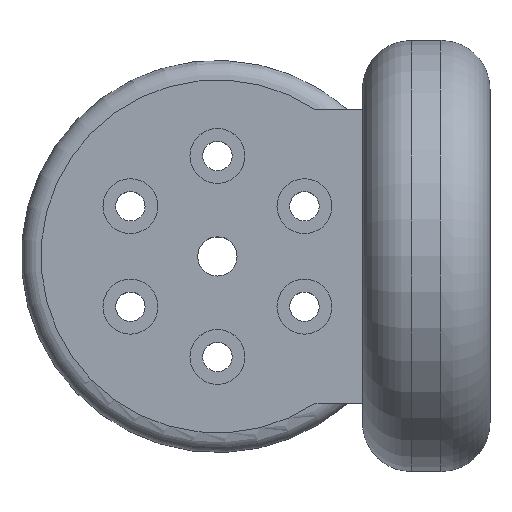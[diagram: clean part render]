
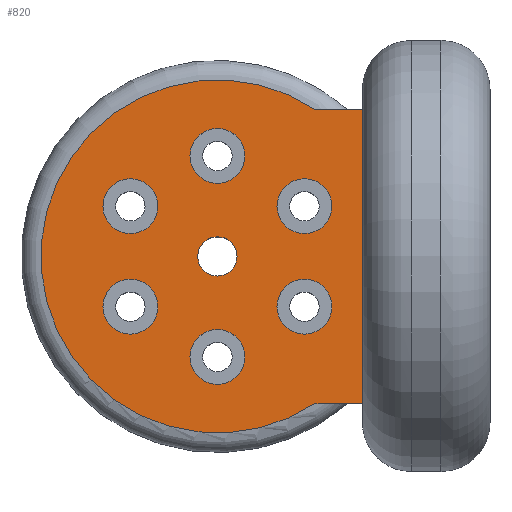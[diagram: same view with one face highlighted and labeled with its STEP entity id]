
A CAD part, top view. The second image highlights one B-rep face of the part: STEP entity #820.
In plain terms, the highlighted planar face has unit normal (0, 0, 1).
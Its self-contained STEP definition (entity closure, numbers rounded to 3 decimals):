
#40=FACE_BOUND('',#290,.T.);
#41=FACE_BOUND('',#291,.T.);
#42=FACE_BOUND('',#292,.T.);
#43=FACE_BOUND('',#293,.T.);
#44=FACE_BOUND('',#294,.T.);
#45=FACE_BOUND('',#295,.T.);
#46=FACE_BOUND('',#296,.T.);
#66=PLANE('',#937);
#92=LINE('',#1532,#133);
#95=LINE('',#1538,#136);
#96=LINE('',#1540,#137);
#133=VECTOR('',#1157,10.);
#136=VECTOR('',#1164,10.);
#137=VECTOR('',#1167,10.);
#216=FACE_OUTER_BOUND('',#289,.T.);
#289=EDGE_LOOP('',(#712,#713,#714,#715));
#290=EDGE_LOOP('',(#716));
#291=EDGE_LOOP('',(#717));
#292=EDGE_LOOP('',(#718));
#293=EDGE_LOOP('',(#719));
#294=EDGE_LOOP('',(#720));
#295=EDGE_LOOP('',(#721));
#296=EDGE_LOOP('',(#722));
#316=CIRCLE('',#850,18.);
#322=CIRCLE('',#861,2.8);
#325=CIRCLE('',#866,2.8);
#328=CIRCLE('',#871,2.8);
#331=CIRCLE('',#876,2.8);
#334=CIRCLE('',#881,2.8);
#337=CIRCLE('',#886,2.8);
#369=CIRCLE('',#938,2.);
#383=VERTEX_POINT('',#1220);
#386=VERTEX_POINT('',#1234);
#397=VERTEX_POINT('',#1334);
#400=VERTEX_POINT('',#1343);
#403=VERTEX_POINT('',#1352);
#406=VERTEX_POINT('',#1361);
#409=VERTEX_POINT('',#1370);
#412=VERTEX_POINT('',#1379);
#445=VERTEX_POINT('',#1531);
#446=VERTEX_POINT('',#1536);
#447=VERTEX_POINT('',#1541);
#456=EDGE_CURVE('',#386,#383,#316,.T.);
#470=EDGE_CURVE('',#397,#397,#322,.T.);
#474=EDGE_CURVE('',#400,#400,#325,.T.);
#478=EDGE_CURVE('',#403,#403,#328,.T.);
#482=EDGE_CURVE('',#406,#406,#331,.T.);
#486=EDGE_CURVE('',#409,#409,#334,.T.);
#490=EDGE_CURVE('',#412,#412,#337,.T.);
#539=EDGE_CURVE('',#383,#445,#92,.T.);
#542=EDGE_CURVE('',#386,#446,#95,.T.);
#543=EDGE_CURVE('',#446,#445,#96,.T.);
#544=EDGE_CURVE('',#447,#447,#369,.T.);
#712=ORIENTED_EDGE('',*,*,#542,.T.);
#713=ORIENTED_EDGE('',*,*,#543,.T.);
#714=ORIENTED_EDGE('',*,*,#539,.F.);
#715=ORIENTED_EDGE('',*,*,#456,.F.);
#716=ORIENTED_EDGE('',*,*,#470,.T.);
#717=ORIENTED_EDGE('',*,*,#474,.T.);
#718=ORIENTED_EDGE('',*,*,#478,.T.);
#719=ORIENTED_EDGE('',*,*,#482,.T.);
#720=ORIENTED_EDGE('',*,*,#486,.T.);
#721=ORIENTED_EDGE('',*,*,#490,.T.);
#722=ORIENTED_EDGE('',*,*,#544,.T.);
#820=ADVANCED_FACE('',(#216,#40,#41,#42,#43,#44,#45,#46),#66,.T.);
#850=AXIS2_PLACEMENT_3D('',#1245,#963,#964);
#861=AXIS2_PLACEMENT_3D('',#1335,#989,#990);
#866=AXIS2_PLACEMENT_3D('',#1344,#1000,#1001);
#871=AXIS2_PLACEMENT_3D('',#1353,#1011,#1012);
#876=AXIS2_PLACEMENT_3D('',#1362,#1022,#1023);
#881=AXIS2_PLACEMENT_3D('',#1371,#1033,#1034);
#886=AXIS2_PLACEMENT_3D('',#1380,#1044,#1045);
#937=AXIS2_PLACEMENT_3D('',#1539,#1165,#1166);
#938=AXIS2_PLACEMENT_3D('',#1542,#1168,#1169);
#963=DIRECTION('center_axis',(0.,0.,-1.));
#964=DIRECTION('ref_axis',(-1.,0.,0.));
#989=DIRECTION('center_axis',(0.,0.,-1.));
#990=DIRECTION('ref_axis',(-1.,0.,0.));
#1000=DIRECTION('center_axis',(0.,0.,-1.));
#1001=DIRECTION('ref_axis',(-1.,0.,0.));
#1011=DIRECTION('center_axis',(0.,0.,-1.));
#1012=DIRECTION('ref_axis',(-1.,0.,0.));
#1022=DIRECTION('center_axis',(0.,0.,-1.));
#1023=DIRECTION('ref_axis',(-1.,0.,0.));
#1033=DIRECTION('center_axis',(0.,0.,-1.));
#1034=DIRECTION('ref_axis',(-1.,0.,0.));
#1044=DIRECTION('center_axis',(0.,0.,-1.));
#1045=DIRECTION('ref_axis',(-1.,0.,0.));
#1157=DIRECTION('',(1.,0.,0.));
#1164=DIRECTION('',(1.,0.,0.));
#1165=DIRECTION('center_axis',(0.,0.,1.));
#1166=DIRECTION('ref_axis',(1.,0.,0.));
#1167=DIRECTION('',(0.,1.,0.));
#1168=DIRECTION('center_axis',(0.,0.,-1.));
#1169=DIRECTION('ref_axis',(1.,0.,0.));
#1220=CARTESIAN_POINT('',(24.95,30.,13.));
#1234=CARTESIAN_POINT('',(24.95,0.,13.));
#1245=CARTESIAN_POINT('Origin',(15.,15.,13.));
#1334=CARTESIAN_POINT('',(17.8,25.25,13.));
#1335=CARTESIAN_POINT('Origin',(15.,25.25,13.));
#1343=CARTESIAN_POINT('',(17.8,4.75,13.));
#1344=CARTESIAN_POINT('Origin',(15.,4.75,13.));
#1352=CARTESIAN_POINT('',(26.677,20.125,13.));
#1353=CARTESIAN_POINT('Origin',(23.877,20.125,13.));
#1361=CARTESIAN_POINT('',(8.923,20.125,13.));
#1362=CARTESIAN_POINT('Origin',(6.123,20.125,13.));
#1370=CARTESIAN_POINT('',(8.923,9.875,13.));
#1371=CARTESIAN_POINT('Origin',(6.123,9.875,13.));
#1379=CARTESIAN_POINT('',(26.677,9.875,13.));
#1380=CARTESIAN_POINT('Origin',(23.877,9.875,13.));
#1531=CARTESIAN_POINT('',(29.8,30.,13.));
#1532=CARTESIAN_POINT('',(30.,30.,13.));
#1536=CARTESIAN_POINT('',(29.8,0.,13.));
#1538=CARTESIAN_POINT('',(0.,0.,13.));
#1539=CARTESIAN_POINT('Origin',(15.,15.,13.));
#1540=CARTESIAN_POINT('',(29.8,22.5,13.));
#1541=CARTESIAN_POINT('',(13.,15.,13.));
#1542=CARTESIAN_POINT('Origin',(15.,15.,13.));
